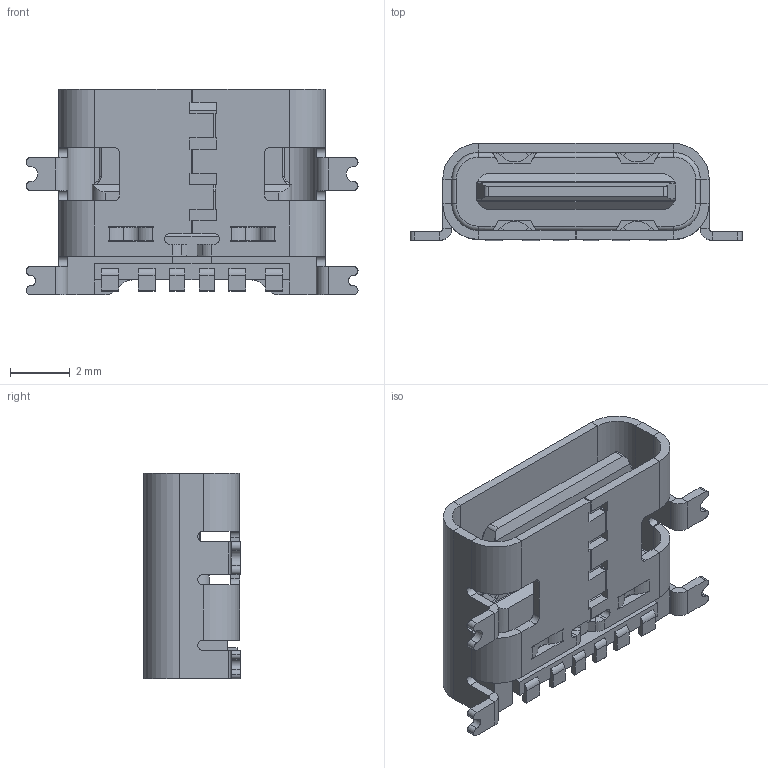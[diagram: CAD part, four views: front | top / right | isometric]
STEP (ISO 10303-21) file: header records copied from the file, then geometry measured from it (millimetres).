
FILE_DESCRIPTION (( 'STEP AP214' ), '1' );
FILE_NAME ('USB4135-GF-A.STEP', '2023-01-19T00:56:35', ( '' ), ( '' ), 'SwSTEP 2.0', 'SolidWorks 2021', '' );
FILE_SCHEMA (( 'AUTOMOTIVE_DESIGN' ));
Length unit declared in the file: millimetre
Products named in the file (1): USB4135-GF-A
Bounding box: 11.14 x 3.25 x 6.9 mm (x, y, z)
Volume: 96.6 mm3; surface area: 448.9 mm2
Topology: 8 solids, 8 shells, 489 faces, 1231 edges, 744 vertices
Faces by surface type: plane 328, cylinder 141, torus 16, sphere 4
Entity records: 14426 total; most frequent: CARTESIAN_POINT 2533, DIRECTION 2467, ORIENTED_EDGE 2454, EDGE_CURVE 1227, LINE 919, VECTOR 919, AXIS2_PLACEMENT_3D 774, VERTEX_POINT 744
